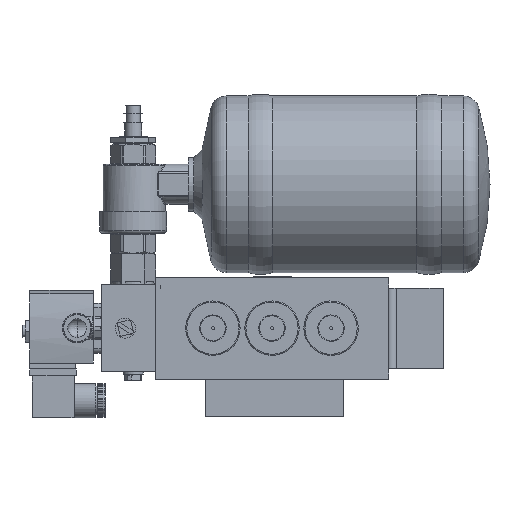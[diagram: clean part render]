
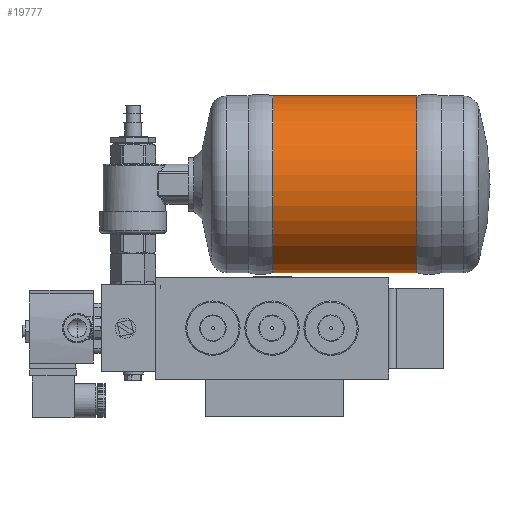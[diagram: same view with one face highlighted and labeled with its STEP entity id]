
A CAD part, front view. The second image highlights one B-rep face of the part: STEP entity #19777.
In plain terms, the highlighted cylindrical face has radius 57 mm (diameter 114 mm), a full revolution.
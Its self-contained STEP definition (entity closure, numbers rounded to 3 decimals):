
#1355=LINE('',#30625,#2888);
#2888=VECTOR('',#24532,57.);
#4118=CYLINDRICAL_SURFACE('',#21369,57.);
#4658=FACE_OUTER_BOUND('',#5859,.T.);
#5859=EDGE_LOOP('',(#14372,#14373,#14374,#14375,#14376,#14377));
#7144=CIRCLE('',#21345,57.);
#7149=CIRCLE('',#21350,57.);
#7154=CIRCLE('',#21356,57.);
#7155=CIRCLE('',#21357,57.);
#8309=VERTEX_POINT('',#30443);
#8311=VERTEX_POINT('',#30456);
#8320=VERTEX_POINT('',#30584);
#8327=VERTEX_POINT('',#30602);
#10601=EDGE_CURVE('',#8309,#8320,#7144,.T.);
#10606=EDGE_CURVE('',#8320,#8309,#7149,.T.);
#10611=EDGE_CURVE('',#8311,#8327,#7154,.T.);
#10612=EDGE_CURVE('',#8327,#8311,#7155,.T.);
#10622=EDGE_CURVE('',#8327,#8320,#1355,.T.);
#14372=ORIENTED_EDGE('',*,*,#10611,.F.);
#14373=ORIENTED_EDGE('',*,*,#10612,.F.);
#14374=ORIENTED_EDGE('',*,*,#10622,.T.);
#14375=ORIENTED_EDGE('',*,*,#10606,.T.);
#14376=ORIENTED_EDGE('',*,*,#10601,.T.);
#14377=ORIENTED_EDGE('',*,*,#10622,.F.);
#19777=ADVANCED_FACE('',(#4658),#4118,.T.);
#21345=AXIS2_PLACEMENT_3D('',#30585,#24481,#24482);
#21350=AXIS2_PLACEMENT_3D('',#30593,#24491,#24492);
#21356=AXIS2_PLACEMENT_3D('',#30603,#24503,#24504);
#21357=AXIS2_PLACEMENT_3D('',#30604,#24505,#24506);
#21369=AXIS2_PLACEMENT_3D('',#30624,#24530,#24531);
#24481=DIRECTION('center_axis',(-1.,0.,0.));
#24482=DIRECTION('ref_axis',(0.,0.271,0.963));
#24491=DIRECTION('center_axis',(-1.,0.,0.));
#24492=DIRECTION('ref_axis',(0.,0.271,0.963));
#24503=DIRECTION('center_axis',(-1.,0.,0.));
#24504=DIRECTION('ref_axis',(0.,0.271,0.963));
#24505=DIRECTION('center_axis',(-1.,0.,0.));
#24506=DIRECTION('ref_axis',(0.,0.271,0.963));
#24530=DIRECTION('center_axis',(-1.,0.,0.));
#24531=DIRECTION('ref_axis',(0.,0.271,0.963));
#24532=DIRECTION('',(1.,0.,0.));
#30443=CARTESIAN_POINT('',(168.119,353.455,102.877));
#30456=CARTESIAN_POINT('',(75.421,353.455,102.877));
#30584=CARTESIAN_POINT('',(168.119,283.15,63.44));
#30585=CARTESIAN_POINT('Origin',(168.119,298.585,118.311));
#30593=CARTESIAN_POINT('Origin',(168.119,298.585,118.311));
#30602=CARTESIAN_POINT('',(75.421,283.15,63.44));
#30603=CARTESIAN_POINT('Origin',(75.421,298.585,118.311));
#30604=CARTESIAN_POINT('Origin',(75.421,298.585,118.311));
#30624=CARTESIAN_POINT('Origin',(121.77,298.585,118.311));
#30625=CARTESIAN_POINT('',(121.77,283.15,63.44));
